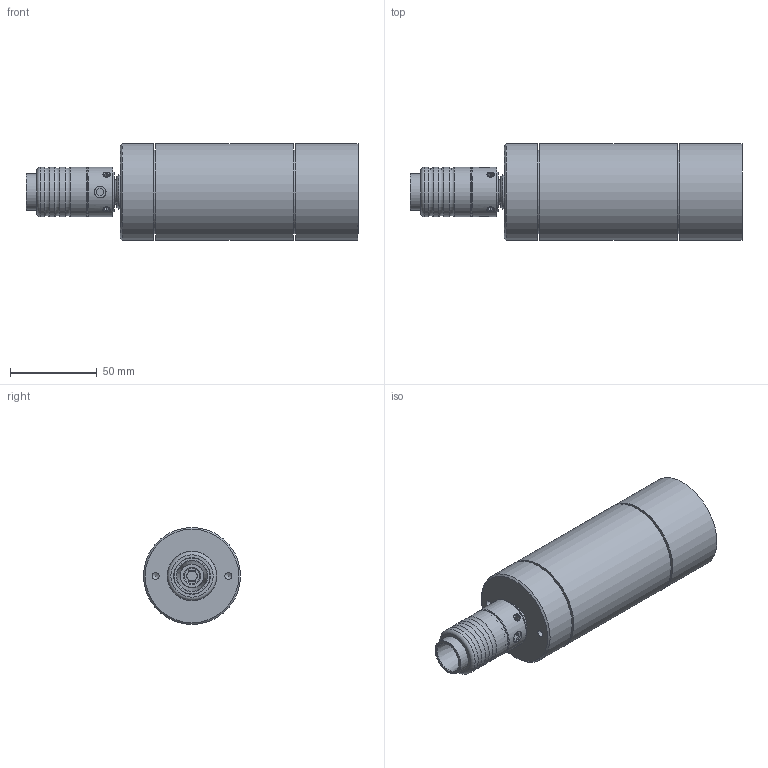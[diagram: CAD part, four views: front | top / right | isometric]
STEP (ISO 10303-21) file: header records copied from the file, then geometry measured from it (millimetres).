
FILE_DESCRIPTION(/* description */ (''),/* implementation_level */ '2;1');
FILE_NAME(/* name */ 'EBMU 40-3000 WS_60038287.stp',/* time_stamp */ '2015-01-22T15:45:48+01:00',/* author */ ('ekoch'),/* organization */ (''),/* preprocessor_version */ 'ST-DEVELOPER v15.2',/* originating_system */ 'Autodesk Inventor 2014',/* authorisation */ '');
FILE_SCHEMA (('AUTOMOTIVE_DESIGN { 1 0 10303 214 3 1 1 }'));
Length unit declared in the file: millimetre
Products named in the file (1): EBMU 40-3000 WS_60038287
Bounding box: 191.7 x 56 x 56 mm (x, y, z)
Volume: 358038.4 mm3; surface area: 41443.9 mm2
Topology: 1 solids, 11 shells, 267 faces, 621 edges, 407 vertices
Faces by surface type: plane 115, cylinder 86, cone 34, torus 16, sphere 9, bspline 7
Full cylindrical faces by diameter (mm): 2.5 x1, 3.5 x4, 4 x2, 4.2 x8, 5.5 x2, 5.6 x2, 6.8 x4, 9 x1, 11.445 x2, 14 x2, 14.95 x1, 19.95 x1, 21 x1, 23 x1, 28.4 x4, 28.6 x1, 48.178 x2, 56 x3
Entity records: 8343 total; most frequent: CARTESIAN_POINT 2583, DIRECTION 1114, ORIENTED_EDGE 988, EDGE_CURVE 494, AXIS2_PLACEMENT_3D 446, EDGE_LOOP 391, VERTEX_POINT 361, ADVANCED_FACE 267
